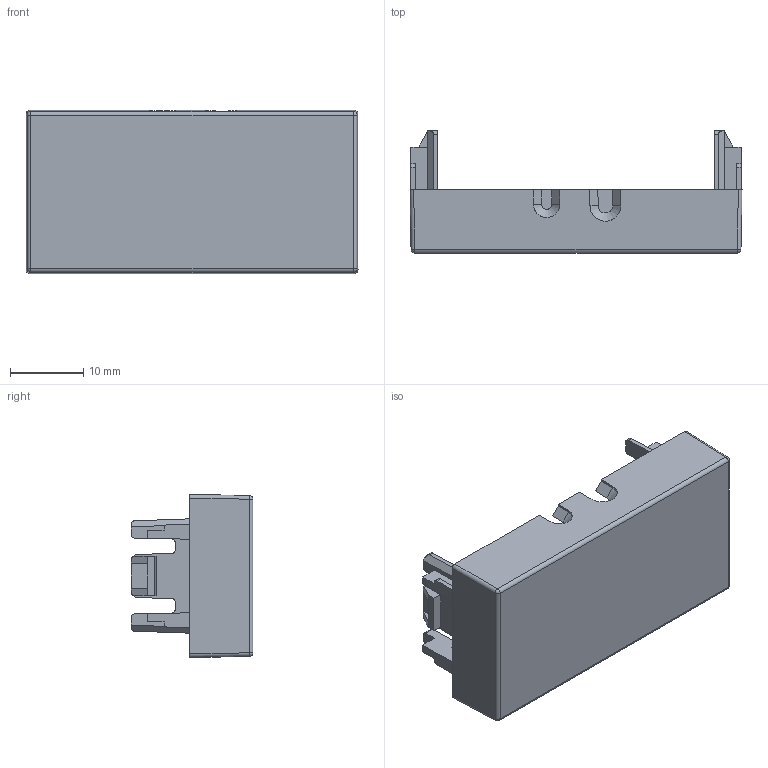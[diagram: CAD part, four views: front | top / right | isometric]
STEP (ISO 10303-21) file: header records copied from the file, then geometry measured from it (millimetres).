
FILE_DESCRIPTION((''),'2;1');
FILE_NAME('KONG-M_1','2023-12-29T',('admin'),(''),'PRO/ENGINEER BY PARAMETRIC TECHNOLOGY CORPORATION, 2012480','PRO/ENGINEER BY PARAMETRIC TECHNOLOGY CORPORATION, 2012480','');
FILE_SCHEMA(('CONFIG_CONTROL_DESIGN'));
Length unit declared in the file: millimetre
Products named in the file (1): KONG-M_1
Bounding box: 45.2 x 16.6 x 22.2 mm (x, y, z)
Volume: 3198.8 mm3; surface area: 4743.6 mm2
Topology: 1 solids, 1 shells, 158 faces, 440 edges, 280 vertices
Faces by surface type: plane 104, cylinder 44, sphere 8, cone 2
Entity records: 5096 total; most frequent: CARTESIAN_POINT 1040, ORIENTED_EDGE 872, DIRECTION 790, EDGE_CURVE 436, VECTOR 338, LINE 338, VERTEX_POINT 280, AXIS2_PLACEMENT_3D 226
